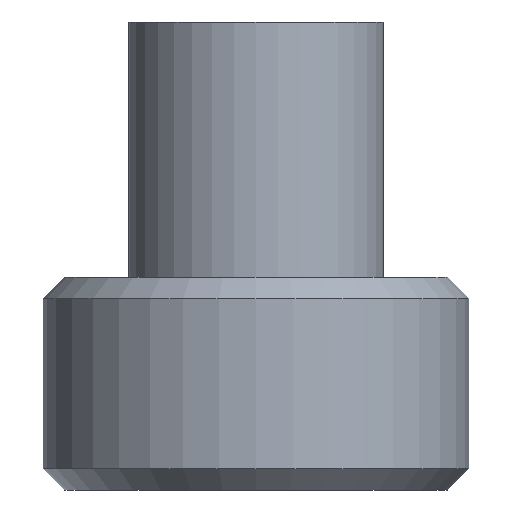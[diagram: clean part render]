
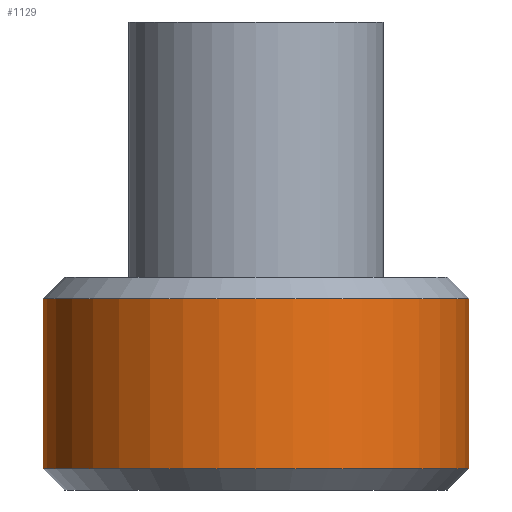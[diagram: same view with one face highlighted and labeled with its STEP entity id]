
A CAD part, left-side view. The second image highlights one B-rep face of the part: STEP entity #1129.
In plain terms, the highlighted cylindrical face has radius 10 mm (diameter 20 mm), a full revolution.
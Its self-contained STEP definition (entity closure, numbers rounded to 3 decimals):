
#23=B_SPLINE_CURVE_WITH_KNOTS('',3,(#1933,#1934,#1935,#1936,#1937,#1938,
#1939,#1940,#1941,#1942,#1943,#1944,#1945,#1946,#1947,#1948,#1949,#1950),
 .UNSPECIFIED.,.F.,.F.,(4,2,2,2,2,2,2,2,4),(0.,0.038,0.075,
0.113,0.151,0.188,0.226,
0.264,0.302),.UNSPECIFIED.);
#24=B_SPLINE_CURVE_WITH_KNOTS('',3,(#1951,#1952,#1953,#1954,#1955,#1956,
#1957,#1958,#1959,#1960,#1961,#1962,#1963,#1964,#1965,#1966,#1967,#1968),
 .UNSPECIFIED.,.F.,.F.,(4,2,2,2,2,2,2,2,4),(0.302,0.339,
0.377,0.415,0.452,0.49,
0.528,0.565,0.603),.UNSPECIFIED.);
#59=FACE_BOUND('',#246,.T.);
#92=CIRCLE('',#1302,10.);
#93=CIRCLE('',#1303,10.);
#95=CIRCLE('',#1306,10.);
#96=CIRCLE('',#1307,10.);
#105=CYLINDRICAL_SURFACE('',#1305,10.);
#168=FACE_OUTER_BOUND('',#245,.T.);
#245=EDGE_LOOP('',(#1003,#1004,#1005,#1006,#1007,#1008));
#246=EDGE_LOOP('',(#1009,#1010));
#361=LINE('',#1989,#472);
#472=VECTOR('',#1628,10.);
#563=VERTEX_POINT('',#1930);
#564=VERTEX_POINT('',#1932);
#567=VERTEX_POINT('',#1977);
#568=VERTEX_POINT('',#1978);
#570=VERTEX_POINT('',#1985);
#571=VERTEX_POINT('',#1986);
#708=EDGE_CURVE('',#564,#563,#23,.T.);
#709=EDGE_CURVE('',#563,#564,#24,.T.);
#713=EDGE_CURVE('',#567,#568,#92,.T.);
#714=EDGE_CURVE('',#568,#567,#93,.T.);
#717=EDGE_CURVE('',#570,#571,#95,.T.);
#718=EDGE_CURVE('',#571,#570,#96,.T.);
#719=EDGE_CURVE('',#571,#568,#361,.T.);
#1003=ORIENTED_EDGE('',*,*,#717,.F.);
#1004=ORIENTED_EDGE('',*,*,#718,.F.);
#1005=ORIENTED_EDGE('',*,*,#719,.T.);
#1006=ORIENTED_EDGE('',*,*,#713,.F.);
#1007=ORIENTED_EDGE('',*,*,#714,.F.);
#1008=ORIENTED_EDGE('',*,*,#719,.F.);
#1009=ORIENTED_EDGE('',*,*,#708,.T.);
#1010=ORIENTED_EDGE('',*,*,#709,.T.);
#1129=ADVANCED_FACE('',(#168,#59),#105,.T.);
#1302=AXIS2_PLACEMENT_3D('',#1979,#1615,#1616);
#1303=AXIS2_PLACEMENT_3D('',#1980,#1617,#1618);
#1305=AXIS2_PLACEMENT_3D('',#1984,#1622,#1623);
#1306=AXIS2_PLACEMENT_3D('',#1987,#1624,#1625);
#1307=AXIS2_PLACEMENT_3D('',#1988,#1626,#1627);
#1615=DIRECTION('center_axis',(0.,0.,-1.));
#1616=DIRECTION('ref_axis',(-1.,0.,0.));
#1617=DIRECTION('center_axis',(0.,0.,-1.));
#1618=DIRECTION('ref_axis',(-1.,0.,0.));
#1622=DIRECTION('center_axis',(0.,0.,1.));
#1623=DIRECTION('ref_axis',(1.,0.,0.));
#1624=DIRECTION('center_axis',(0.,0.,1.));
#1625=DIRECTION('ref_axis',(-1.,0.,0.));
#1626=DIRECTION('center_axis',(0.,0.,1.));
#1627=DIRECTION('ref_axis',(-1.,0.,0.));
#1628=DIRECTION('',(0.,0.,-1.));
#1930=CARTESIAN_POINT('',(9.95,-1.,2.5));
#1932=CARTESIAN_POINT('',(9.95,1.,2.5));
#1933=CARTESIAN_POINT('Ctrl Pts',(9.95,1.,2.5));
#1934=CARTESIAN_POINT('Ctrl Pts',(9.95,1.,2.374));
#1935=CARTESIAN_POINT('Ctrl Pts',(9.952,0.975,2.24));
#1936=CARTESIAN_POINT('Ctrl Pts',(9.962,0.873,1.994));
#1937=CARTESIAN_POINT('Ctrl Pts',(9.969,0.796,1.882));
#1938=CARTESIAN_POINT('Ctrl Pts',(9.981,0.618,1.704));
#1939=CARTESIAN_POINT('Ctrl Pts',(9.988,0.506,1.627));
#1940=CARTESIAN_POINT('Ctrl Pts',(9.997,0.26,1.525));
#1941=CARTESIAN_POINT('Ctrl Pts',(10.,0.126,1.5));
#1942=CARTESIAN_POINT('Ctrl Pts',(10.,-0.126,1.5));
#1943=CARTESIAN_POINT('Ctrl Pts',(9.997,-0.26,1.525));
#1944=CARTESIAN_POINT('Ctrl Pts',(9.988,-0.506,1.627));
#1945=CARTESIAN_POINT('Ctrl Pts',(9.981,-0.618,1.704));
#1946=CARTESIAN_POINT('Ctrl Pts',(9.969,-0.796,1.882));
#1947=CARTESIAN_POINT('Ctrl Pts',(9.962,-0.873,1.994));
#1948=CARTESIAN_POINT('Ctrl Pts',(9.952,-0.975,2.24));
#1949=CARTESIAN_POINT('Ctrl Pts',(9.95,-1.,2.374));
#1950=CARTESIAN_POINT('Ctrl Pts',(9.95,-1.,2.5));
#1951=CARTESIAN_POINT('Ctrl Pts',(9.95,-1.,2.5));
#1952=CARTESIAN_POINT('Ctrl Pts',(9.95,-1.,2.626));
#1953=CARTESIAN_POINT('Ctrl Pts',(9.952,-0.975,2.76));
#1954=CARTESIAN_POINT('Ctrl Pts',(9.962,-0.873,3.006));
#1955=CARTESIAN_POINT('Ctrl Pts',(9.969,-0.796,3.118));
#1956=CARTESIAN_POINT('Ctrl Pts',(9.981,-0.618,3.296));
#1957=CARTESIAN_POINT('Ctrl Pts',(9.988,-0.506,3.373));
#1958=CARTESIAN_POINT('Ctrl Pts',(9.997,-0.26,3.475));
#1959=CARTESIAN_POINT('Ctrl Pts',(10.,-0.126,3.5));
#1960=CARTESIAN_POINT('Ctrl Pts',(10.,0.126,3.5));
#1961=CARTESIAN_POINT('Ctrl Pts',(9.997,0.26,3.475));
#1962=CARTESIAN_POINT('Ctrl Pts',(9.988,0.506,3.373));
#1963=CARTESIAN_POINT('Ctrl Pts',(9.981,0.618,3.296));
#1964=CARTESIAN_POINT('Ctrl Pts',(9.969,0.796,3.118));
#1965=CARTESIAN_POINT('Ctrl Pts',(9.962,0.873,3.006));
#1966=CARTESIAN_POINT('Ctrl Pts',(9.952,0.975,2.76));
#1967=CARTESIAN_POINT('Ctrl Pts',(9.95,1.,2.626));
#1968=CARTESIAN_POINT('Ctrl Pts',(9.95,1.,2.5));
#1977=CARTESIAN_POINT('',(10.,0.,1.));
#1978=CARTESIAN_POINT('',(-10.,0.,1.));
#1979=CARTESIAN_POINT('Origin',(0.,0.,1.));
#1980=CARTESIAN_POINT('Origin',(0.,0.,1.));
#1984=CARTESIAN_POINT('Origin',(0.,0.,0.));
#1985=CARTESIAN_POINT('',(10.,0.,9.));
#1986=CARTESIAN_POINT('',(-10.,0.,9.));
#1987=CARTESIAN_POINT('Origin',(0.,0.,9.));
#1988=CARTESIAN_POINT('Origin',(0.,0.,9.));
#1989=CARTESIAN_POINT('',(-10.,0.,0.));
